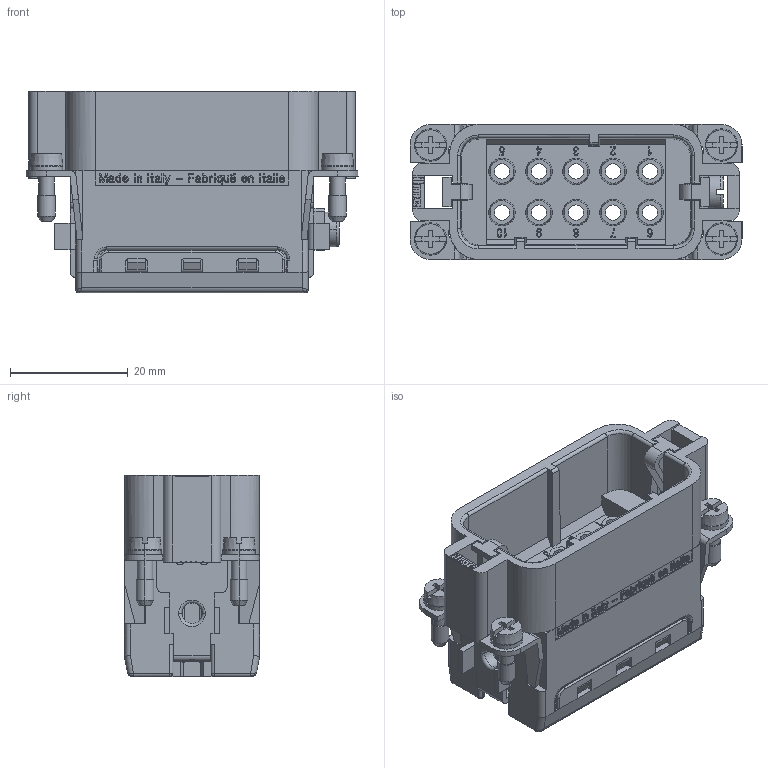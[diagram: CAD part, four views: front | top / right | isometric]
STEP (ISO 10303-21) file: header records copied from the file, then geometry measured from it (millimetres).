
FILE_DESCRIPTION(('Creo Elements/Direct Modeling STEP Export'),'2;1');
FILE_NAME('0lndrr03ldodb803060','2014-10-27T16:53:27',(''),(''),'Creo Elements/Direct Modeling STEP processor for AP214 (Solid Model)','Creo Elements/Direct Modeling 18.1F 24-Jul-2014 (C) Parametric Technology GmbH','');
FILE_SCHEMA(('AUTOMOTIVE_DESIGN { 1 0 10303 214 1 1 1 1 }'));
Products named in the file (2): CDCM_10
Assembly tree (1 placements, depth 2):
  CDCM_10
    CDCM_10
Bounding box: 56.5 x 23 x 34.3 mm (x, y, z)
Volume: 17738.5 mm3; surface area: 18640.6 mm2
Topology: 1 solids, 21 shells, 3560 faces, 9979 edges, 6566 vertices
Faces by surface type: plane 3075, cylinder 339, cone 64, torus 62, bspline 16, sphere 4
Entity records: 134030 total; most frequent: CARTESIAN_POINT 21880, ORIENTED_EDGE 19958, DIRECTION 16962, EDGE_CURVE 9975, VECTOR 8866, LINE 8866, VERTEX_POINT 6566, AXIS2_PLACEMENT_3D 4048
